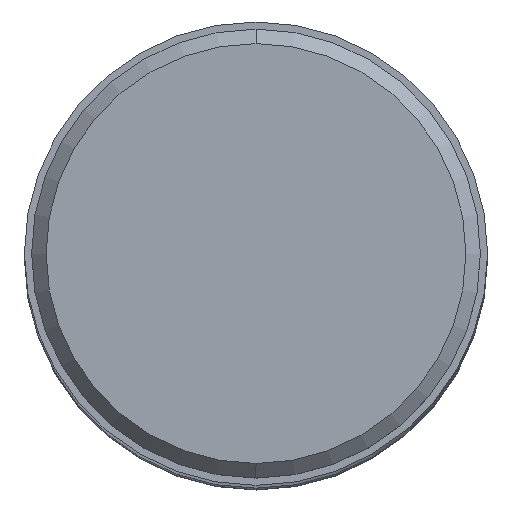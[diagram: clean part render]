
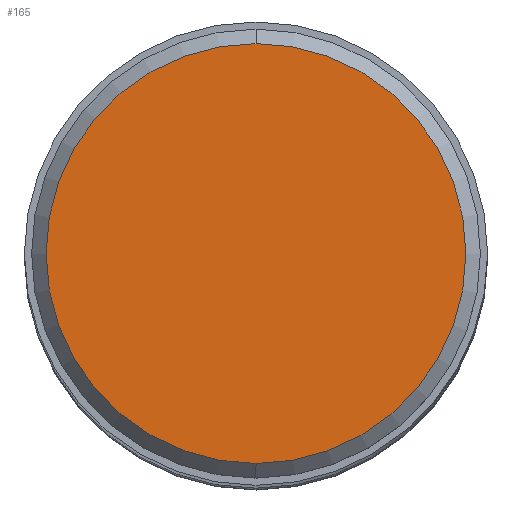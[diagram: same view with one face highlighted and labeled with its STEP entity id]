
A CAD part, top view. The second image highlights one B-rep face of the part: STEP entity #165.
In plain terms, the highlighted planar face has unit normal (0, 0, 1).
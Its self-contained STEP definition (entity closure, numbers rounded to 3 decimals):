
#29=PLANE('',#1152);
#165=ADVANCED_FACE('',(#230),#29,.F.);
#230=FACE_OUTER_BOUND('',#290,.T.);
#290=EDGE_LOOP('',(#492,#493));
#492=ORIENTED_EDGE('',*,*,#705,.F.);
#493=ORIENTED_EDGE('',*,*,#706,.F.);
#594=VERTEX_POINT('',#2857);
#595=VERTEX_POINT('',#2859);
#705=EDGE_CURVE('',#595,#594,#848,.T.);
#706=EDGE_CURVE('',#594,#595,#849,.T.);
#848=CIRCLE('',#1149,14.5);
#849=CIRCLE('',#1151,14.5);
#1149=AXIS2_PLACEMENT_3D('',#2860,#1424,#1425);
#1151=AXIS2_PLACEMENT_3D('',#2862,#1428,#1429);
#1152=AXIS2_PLACEMENT_3D('',#2863,#1430,#1431);
#1424=DIRECTION('',(0.,0.,-1.));
#1425=DIRECTION('',(0.,-1.,0.));
#1428=DIRECTION('',(0.,0.,-1.));
#1429=DIRECTION('',(0.,1.,0.));
#1430=DIRECTION('',(0.,0.,-1.));
#1431=DIRECTION('',(-1.,0.,0.));
#2857=CARTESIAN_POINT('',(0.,14.5,0.));
#2859=CARTESIAN_POINT('',(0.,-14.5,0.));
#2860=CARTESIAN_POINT('',(0.,0.,0.));
#2862=CARTESIAN_POINT('',(0.,0.,0.));
#2863=CARTESIAN_POINT('',(0.,0.,0.));
